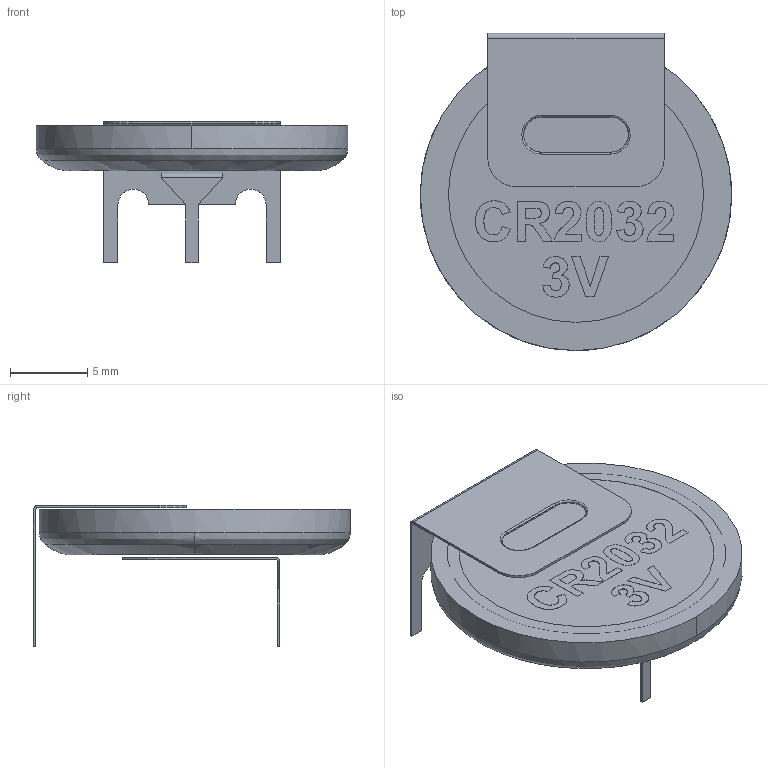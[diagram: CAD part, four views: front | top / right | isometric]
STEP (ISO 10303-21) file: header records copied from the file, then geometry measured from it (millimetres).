
FILE_DESCRIPTION (( 'STEP AP214' ), '1' );
FILE_NAME ('User Library-cr2032l.STEP', '2018-08-30T12:17:44', ( '' ), ( '' ), 'SwSTEP 2.0', 'SolidWorks 2018', '' );
FILE_SCHEMA (( 'AUTOMOTIVE_DESIGN' ));
Length unit declared in the file: millimetre
Products named in the file (6): User Library-cr2032l_Fillet002; User Library-cr2032l_Fillet005; User Library-cr2032l_Revolution; User Library-cr2032l_Fillet004; User Library-cr2032l; User Library-cr2032l_Scale
Assembly tree (5 placements, depth 2):
  User Library-cr2032l
    User Library-cr2032l_Fillet002
    User Library-cr2032l_Fillet004
    User Library-cr2032l_Revolution
    User Library-cr2032l_Fillet005
    User Library-cr2032l_Scale
Bounding box: 20.14 x 20.51 x 9.15 mm (x, y, z)
Volume: 1003.3 mm3; surface area: 1644.4 mm2
Topology: 12 solids, 12 shells, 267 faces, 700 edges, 458 vertices
Faces by surface type: bspline 150, plane 85, cylinder 30, cone 2
Entity records: 12674 total; most frequent: CARTESIAN_POINT 3827, ORIENTED_EDGE 1400, DIRECTION 728, EDGE_CURVE 700, VERTEX_POINT 458, VECTOR 346, LINE 346, UNCERTAINTY_MEASURE_WITH_UNIT 290
